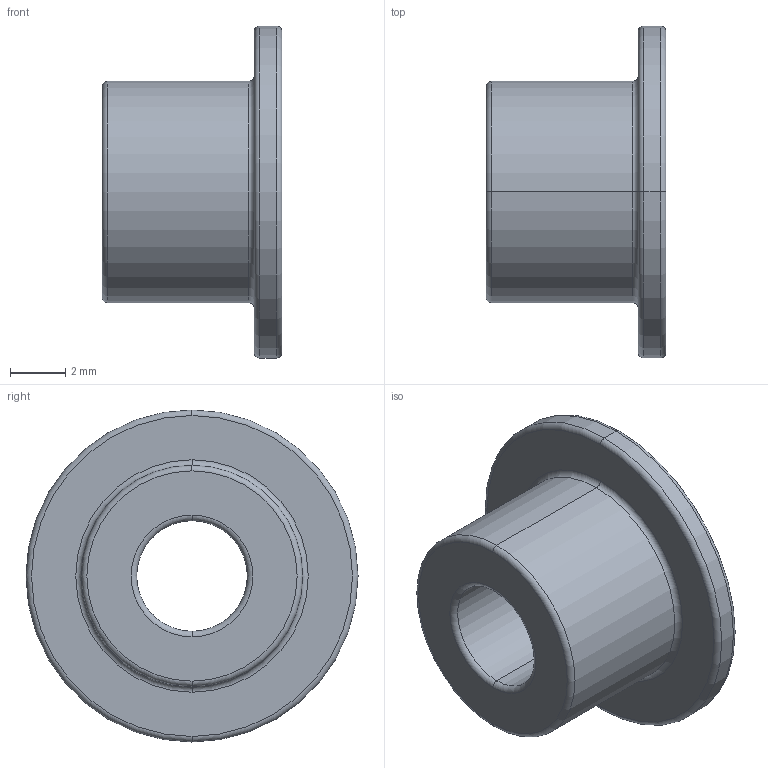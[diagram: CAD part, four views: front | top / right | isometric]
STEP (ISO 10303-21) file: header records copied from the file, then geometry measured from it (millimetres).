
FILE_DESCRIPTION (( 'STEP AP203' ), '1' );
FILE_NAME ('Moby-Bague levier-2_Défaut_sldprt.STEP', '2019-11-01T12:17:09', ( '' ), ( '' ), 'SwSTEP 2.0', 'SolidWorks 2017', '' );
FILE_SCHEMA (( 'CONFIG_CONTROL_DESIGN' ));
Length unit declared in the file: millimetre
Products named in the file (1): Moby-Bague levier-2_Défaut_sldprt
Bounding box: 6.5 x 12 x 12 mm (x, y, z)
Volume: 307 mm3; surface area: 445.7 mm2
Topology: 1 solids, 1 shells, 21 faces, 42 edges, 24 vertices
Faces by surface type: torus 12, cylinder 6, plane 3
Entity records: 637 total; most frequent: DIRECTION 122, CARTESIAN_POINT 88, ORIENTED_EDGE 84, AXIS2_PLACEMENT_3D 58, EDGE_CURVE 42, CIRCLE 36, EDGE_LOOP 24, VERTEX_POINT 24
